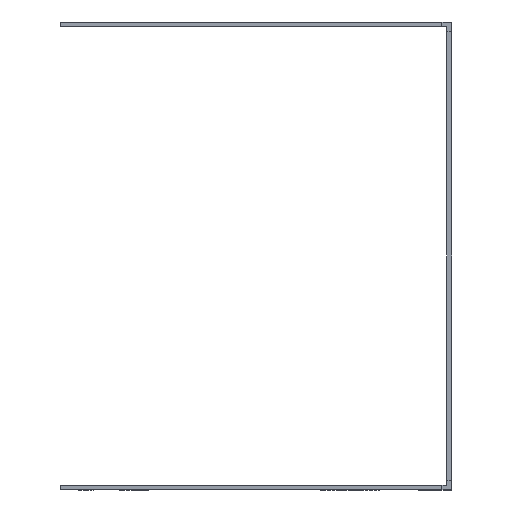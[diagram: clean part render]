
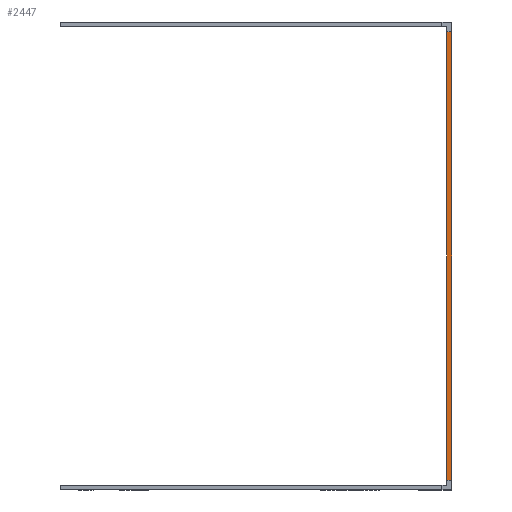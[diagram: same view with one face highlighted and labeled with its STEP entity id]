
A CAD part, left-side view. The second image highlights one B-rep face of the part: STEP entity #2447.
In plain terms, the highlighted planar face has unit normal (-1, 0, 0).
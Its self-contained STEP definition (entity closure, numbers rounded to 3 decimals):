
#278=FACE_OUTER_BOUND('',#440,.T.);
#440=EDGE_LOOP('',(#2022,#2023,#2024,#2025));
#509=LINE('',#3474,#749);
#528=LINE('',#3545,#768);
#680=LINE('',#3975,#920);
#682=LINE('',#3978,#922);
#749=VECTOR('',#2787,10.);
#768=VECTOR('',#2840,10.);
#920=VECTOR('',#3258,10.);
#922=VECTOR('',#3262,10.);
#1004=VERTEX_POINT('',#3471);
#1005=VERTEX_POINT('',#3473);
#1038=VERTEX_POINT('',#3541);
#1040=VERTEX_POINT('',#3544);
#1229=EDGE_CURVE('',#1005,#1004,#509,.T.);
#1264=EDGE_CURVE('',#1038,#1040,#528,.T.);
#1480=EDGE_CURVE('',#1004,#1040,#680,.T.);
#1482=EDGE_CURVE('',#1038,#1005,#682,.T.);
#2022=ORIENTED_EDGE('',*,*,#1480,.T.);
#2023=ORIENTED_EDGE('',*,*,#1264,.F.);
#2024=ORIENTED_EDGE('',*,*,#1482,.T.);
#2025=ORIENTED_EDGE('',*,*,#1229,.T.);
#2234=PLANE('',#2680);
#2447=ADVANCED_FACE('',(#278),#2234,.F.);
#2680=AXIS2_PLACEMENT_3D('',#3977,#3260,#3261);
#2787=DIRECTION('',(0.,0.,-1.));
#2840=DIRECTION('',(0.,0.,-1.));
#3258=DIRECTION('',(0.,-1.,0.));
#3260=DIRECTION('center_axis',(1.,0.,0.));
#3261=DIRECTION('ref_axis',(0.,0.,-1.));
#3262=DIRECTION('',(0.,1.,0.));
#3471=CARTESIAN_POINT('',(-90.,1.,-46.369));
#3473=CARTESIAN_POINT('',(-90.,1.,46.369));
#3474=CARTESIAN_POINT('',(-90.,1.,-47.));
#3541=CARTESIAN_POINT('',(-90.,0.,46.369));
#3544=CARTESIAN_POINT('',(-90.,0.,-46.369));
#3545=CARTESIAN_POINT('',(-90.,0.,47.));
#3975=CARTESIAN_POINT('',(-90.,1.,-46.369));
#3977=CARTESIAN_POINT('Origin',(-90.,-1.75,-46.369));
#3978=CARTESIAN_POINT('',(-90.,1.,46.369));
